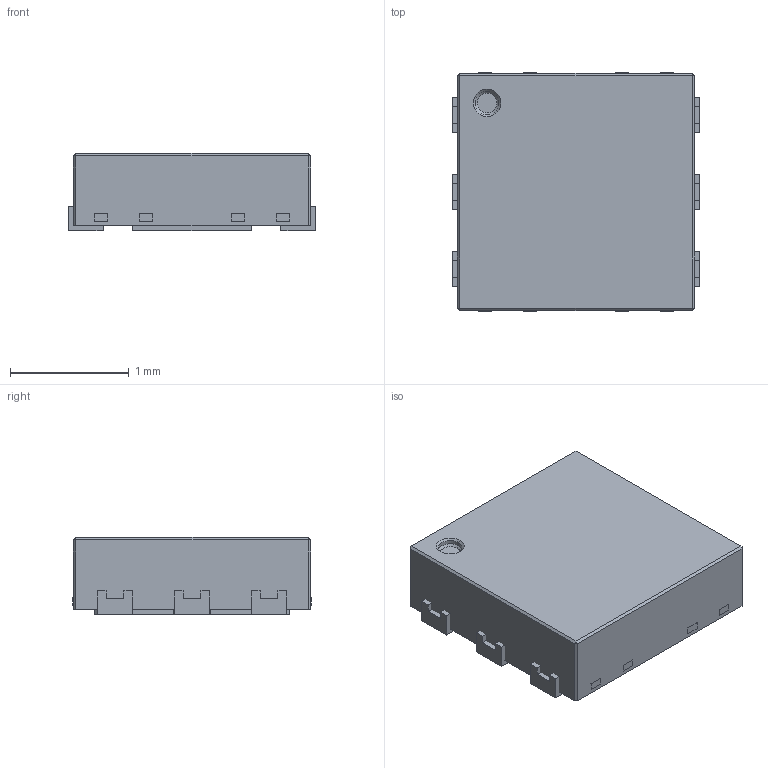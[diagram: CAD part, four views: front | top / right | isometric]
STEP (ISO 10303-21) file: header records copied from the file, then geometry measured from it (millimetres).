
FILE_DESCRIPTION(('FreeCAD Model'),'2;1');
FILE_NAME('User Library-SOT1118 DFN2020-6.step', '2018-08-16T19:48:41',('kicad StepUp'),('ksu MCAD'), 'Open CASCADE STEP processor 7.3','FreeCAD','Unknown');
FILE_SCHEMA(('AUTOMOTIVE_DESIGN { 1 0 10303 214 1 1 1 1 }'));
Length unit declared in the file: millimetre
Products named in the file (1): User_Library-SOT1118_DFN2020-6
Bounding box: 2.08 x 2.01 x 0.65 mm (x, y, z)
Volume: 2.8 mm3; surface area: 22.3 mm2
Topology: 13 solids, 13 shells, 130 faces, 879 edges, 2534 vertices
Faces by surface type: plane 124, cone 4, cylinder 2
Entity records: 12156 total; most frequent: CARTESIAN_POINT 3544, DIRECTION 1165, LINE 855, VECTOR 855, GEOMETRIC_CURVE_SET 587, ORIENTED_EDGE 586, TRIMMED_CURVE 586, STYLED_ITEM 306
